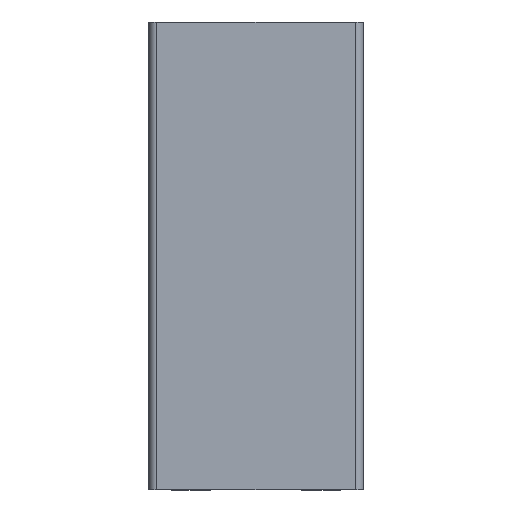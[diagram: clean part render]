
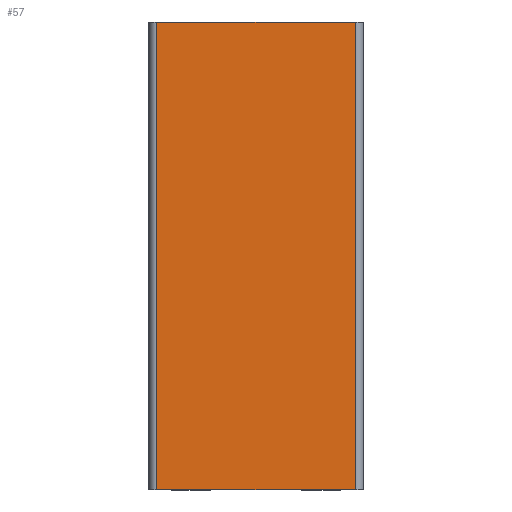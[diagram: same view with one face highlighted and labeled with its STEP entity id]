
A CAD part, top view. The second image highlights one B-rep face of the part: STEP entity #57.
In plain terms, the highlighted planar face has unit normal (0, 0, 1).
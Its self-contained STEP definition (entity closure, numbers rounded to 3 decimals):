
#3 = CARTESIAN_POINT ( 'NONE',  ( 0., 72., 13.6 ) ) ;
#57 = ADVANCED_FACE ( 'NONE', ( #626 ), #799, .F. ) ;
#61 = DIRECTION ( 'NONE',  ( -1., 0., 0. ) ) ;
#77 = CARTESIAN_POINT ( 'NONE',  ( 15.3, 0., 13.6 ) ) ;
#93 = ORIENTED_EDGE ( 'NONE', *, *, #714, .F. ) ;
#106 = ORIENTED_EDGE ( 'NONE', *, *, #495, .T. ) ;
#174 = EDGE_CURVE ( 'NONE', #922, #708, #1092, .T. ) ;
#178 = EDGE_LOOP ( 'NONE', ( #106, #936, #93, #690 ) ) ;
#218 = CARTESIAN_POINT ( 'NONE',  ( -15.3, 0., 13.6 ) ) ;
#263 = CARTESIAN_POINT ( 'NONE',  ( 15.3, 72., 13.6 ) ) ;
#294 = CARTESIAN_POINT ( 'NONE',  ( -15.3, 72., 13.6 ) ) ;
#327 = CARTESIAN_POINT ( 'NONE',  ( 0., 72., 13.6 ) ) ;
#337 = CARTESIAN_POINT ( 'NONE',  ( 0., 0., 13.6 ) ) ;
#477 = VECTOR ( 'NONE', #1002, 1000. ) ;
#495 = EDGE_CURVE ( 'NONE', #858, #708, #967, .T. ) ;
#518 = VERTEX_POINT ( 'NONE', #612 ) ;
#597 = VECTOR ( 'NONE', #1031, 1000. ) ;
#611 = CARTESIAN_POINT ( 'NONE',  ( 15.3, 72., 13.6 ) ) ;
#612 = CARTESIAN_POINT ( 'NONE',  ( -15.3, 72., 13.6 ) ) ;
#626 = FACE_OUTER_BOUND ( 'NONE', #178, .T. ) ;
#680 = VECTOR ( 'NONE', #990, 1000. ) ;
#690 = ORIENTED_EDGE ( 'NONE', *, *, #852, .T. ) ;
#708 = VERTEX_POINT ( 'NONE', #77 ) ;
#714 = EDGE_CURVE ( 'NONE', #518, #922, #826, .T. ) ;
#799 = PLANE ( 'NONE',  #905 ) ;
#806 = VECTOR ( 'NONE', #1091, 1000. ) ;
#826 = LINE ( 'NONE', #3, #806 ) ;
#852 = EDGE_CURVE ( 'NONE', #518, #858, #1038, .T. ) ;
#858 = VERTEX_POINT ( 'NONE', #218 ) ;
#896 = DIRECTION ( 'NONE',  ( 0., 0., -1. ) ) ;
#905 = AXIS2_PLACEMENT_3D ( 'NONE', #327, #896, #61 ) ;
#922 = VERTEX_POINT ( 'NONE', #611 ) ;
#936 = ORIENTED_EDGE ( 'NONE', *, *, #174, .F. ) ;
#967 = LINE ( 'NONE', #337, #680 ) ;
#990 = DIRECTION ( 'NONE',  ( 1., 0., 0. ) ) ;
#1002 = DIRECTION ( 'NONE',  ( 0., -1., 0. ) ) ;
#1031 = DIRECTION ( 'NONE',  ( 0., -1., 0. ) ) ;
#1038 = LINE ( 'NONE', #294, #597 ) ;
#1091 = DIRECTION ( 'NONE',  ( 1., 0., 0. ) ) ;
#1092 = LINE ( 'NONE', #263, #477 ) ;
